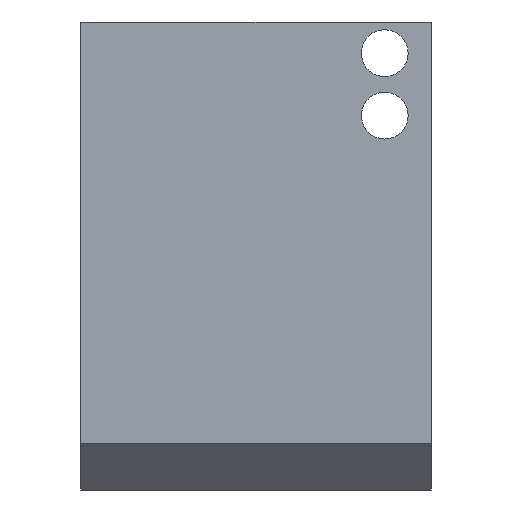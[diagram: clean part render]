
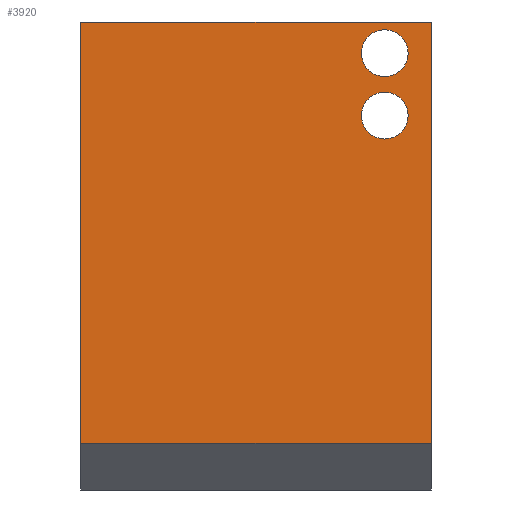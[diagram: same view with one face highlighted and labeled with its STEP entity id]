
A CAD part, left-side view. The second image highlights one B-rep face of the part: STEP entity #3920.
In plain terms, the highlighted planar face has unit normal (-1, 0, 0).
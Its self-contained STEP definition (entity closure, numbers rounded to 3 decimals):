
#126=FACE_BOUND('',#563,.T.);
#127=FACE_BOUND('',#564,.T.);
#324=FACE_OUTER_BOUND('',#562,.T.);
#562=EDGE_LOOP('',(#3463,#3464,#3465,#3466));
#563=EDGE_LOOP('',(#3467));
#564=EDGE_LOOP('',(#3468));
#971=LINE('',#6826,#1437);
#977=LINE('',#6838,#1443);
#1038=LINE('',#6996,#1504);
#1039=LINE('',#6998,#1505);
#1437=VECTOR('',#4850,10.);
#1443=VECTOR('',#4860,10.);
#1504=VECTOR('',#5023,10.);
#1505=VECTOR('',#5026,10.);
#1552=CIRCLE('',#4152,1.5);
#1553=CIRCLE('',#4153,1.5);
#1860=VERTEX_POINT('',#6823);
#1861=VERTEX_POINT('',#6825);
#1865=VERTEX_POINT('',#6837);
#1911=VERTEX_POINT('',#6994);
#1912=VERTEX_POINT('',#6999);
#1913=VERTEX_POINT('',#7001);
#2358=EDGE_CURVE('',#1860,#1861,#971,.T.);
#2364=EDGE_CURVE('',#1861,#1865,#977,.T.);
#2442=EDGE_CURVE('',#1860,#1911,#1038,.T.);
#2443=EDGE_CURVE('',#1911,#1865,#1039,.T.);
#2444=EDGE_CURVE('',#1912,#1912,#1552,.T.);
#2445=EDGE_CURVE('',#1913,#1913,#1553,.T.);
#3463=ORIENTED_EDGE('',*,*,#2442,.T.);
#3464=ORIENTED_EDGE('',*,*,#2443,.T.);
#3465=ORIENTED_EDGE('',*,*,#2364,.F.);
#3466=ORIENTED_EDGE('',*,*,#2358,.F.);
#3467=ORIENTED_EDGE('',*,*,#2444,.T.);
#3468=ORIENTED_EDGE('',*,*,#2445,.T.);
#3717=PLANE('',#4151);
#3920=ADVANCED_FACE('',(#324,#126,#127),#3717,.T.);
#4151=AXIS2_PLACEMENT_3D('',#6997,#5024,#5025);
#4152=AXIS2_PLACEMENT_3D('',#7000,#5027,#5028);
#4153=AXIS2_PLACEMENT_3D('',#7002,#5029,#5030);
#4850=DIRECTION('',(0.,0.,1.));
#4860=DIRECTION('',(0.,-1.,0.));
#5023=DIRECTION('',(0.,-1.,0.));
#5024=DIRECTION('center_axis',(-1.,0.,0.));
#5025=DIRECTION('ref_axis',(0.,-1.,0.));
#5026=DIRECTION('',(0.,0.,1.));
#5027=DIRECTION('center_axis',(1.,0.,0.));
#5028=DIRECTION('ref_axis',(0.,-1.,0.));
#5029=DIRECTION('center_axis',(1.,0.,0.));
#5030=DIRECTION('ref_axis',(0.,-1.,0.));
#6823=CARTESIAN_POINT('',(-40.994,7.437,3.));
#6825=CARTESIAN_POINT('',(-40.994,7.437,30.));
#6826=CARTESIAN_POINT('',(-40.994,7.437,0.));
#6837=CARTESIAN_POINT('',(-40.994,-15.063,30.));
#6838=CARTESIAN_POINT('',(-40.994,7.437,30.));
#6994=CARTESIAN_POINT('',(-40.994,-15.063,3.));
#6996=CARTESIAN_POINT('',(-40.994,7.437,3.));
#6997=CARTESIAN_POINT('Origin',(-40.994,7.437,0.));
#6998=CARTESIAN_POINT('',(-40.994,-15.063,0.));
#6999=CARTESIAN_POINT('',(-40.994,-10.563,24.));
#7000=CARTESIAN_POINT('Origin',(-40.994,-12.063,24.));
#7001=CARTESIAN_POINT('',(-40.994,-10.563,28.));
#7002=CARTESIAN_POINT('Origin',(-40.994,-12.063,28.));
